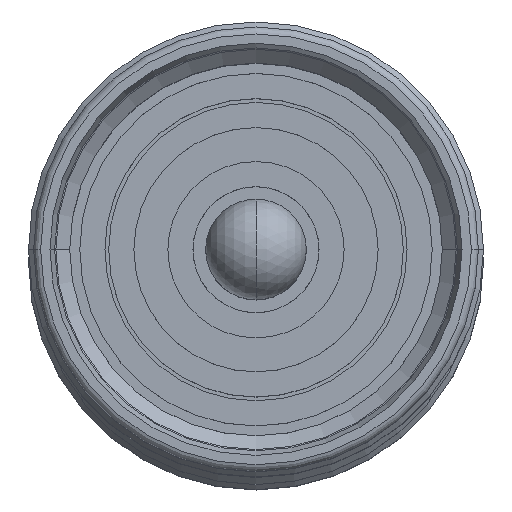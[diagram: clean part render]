
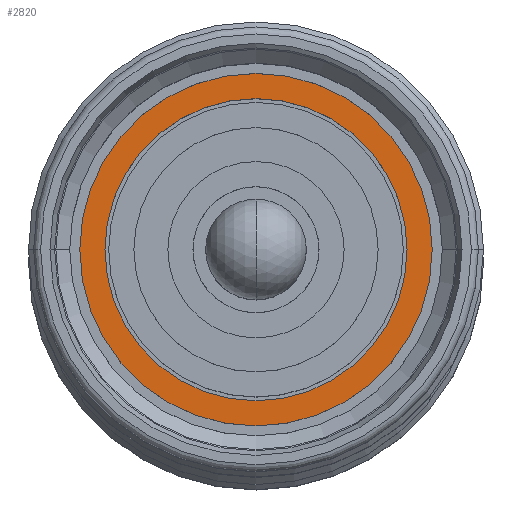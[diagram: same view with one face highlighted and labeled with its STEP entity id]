
A CAD part, top view. The second image highlights one B-rep face of the part: STEP entity #2820.
In plain terms, the highlighted face is planar.
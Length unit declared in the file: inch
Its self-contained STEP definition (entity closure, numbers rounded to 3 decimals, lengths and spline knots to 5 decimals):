
#15 = DIRECTION ( 'NONE',  ( -1., 0., 0. ) ) ;
#97 = DIRECTION ( 'NONE',  ( -1., 0., 0. ) ) ;
#177 = DIRECTION ( 'NONE',  ( 0., 0., 1. ) ) ;
#227 = DIRECTION ( 'NONE',  ( -1., 0., 0. ) ) ;
#274 = CARTESIAN_POINT ( 'NONE',  ( 0.30645, 0., -0.27559 ) ) ;
#294 = DIRECTION ( 'NONE',  ( -1., 0., 0. ) ) ;
#672 = AXIS2_PLACEMENT_3D ( 'NONE', #4332, #15, #1334 ) ;
#695 = VERTEX_POINT ( 'NONE', #1960 ) ;
#729 = PLANE ( 'NONE',  #1533 ) ;
#905 = CIRCLE ( 'NONE', #2714, 0.27559 ) ;
#993 = CARTESIAN_POINT ( 'NONE',  ( 0.30645, 0., 0. ) ) ;
#1006 = CARTESIAN_POINT ( 'NONE',  ( 0.30645, 0., 0. ) ) ;
#1095 = EDGE_CURVE ( 'NONE', #1557, #5427, #1375, .T. ) ;
#1147 = FACE_BOUND ( 'NONE', #1421, .T. ) ;
#1261 = EDGE_CURVE ( 'NONE', #2249, #695, #3114, .T. ) ;
#1334 = DIRECTION ( 'NONE',  ( 0., 0., 1. ) ) ;
#1370 = CIRCLE ( 'NONE', #5331, 0.23622 ) ;
#1375 = CIRCLE ( 'NONE', #3644, 0.23622 ) ;
#1406 = ORIENTED_EDGE ( 'NONE', *, *, #1095, .F. ) ;
#1421 = EDGE_LOOP ( 'NONE', ( #2511, #1406 ) ) ;
#1508 = FACE_OUTER_BOUND ( 'NONE', #3100, .T. ) ;
#1533 = AXIS2_PLACEMENT_3D ( 'NONE', #4190, #227, #1595 ) ;
#1557 = VERTEX_POINT ( 'NONE', #3686 ) ;
#1595 = DIRECTION ( 'NONE',  ( 0., 0., 1. ) ) ;
#1960 = CARTESIAN_POINT ( 'NONE',  ( 0.30645, 0., 0.27559 ) ) ;
#2249 = VERTEX_POINT ( 'NONE', #274 ) ;
#2511 = ORIENTED_EDGE ( 'NONE', *, *, #3343, .F. ) ;
#2658 = DIRECTION ( 'NONE',  ( -1., 0., 0. ) ) ;
#2680 = EDGE_CURVE ( 'NONE', #695, #2249, #905, .T. ) ;
#2714 = AXIS2_PLACEMENT_3D ( 'NONE', #1006, #2658, #5277 ) ;
#2820 = ADVANCED_FACE ( 'NONE', ( #1508, #1147 ), #729, .T. ) ;
#3100 = EDGE_LOOP ( 'NONE', ( #3941, #3239 ) ) ;
#3114 = CIRCLE ( 'NONE', #672, 0.27559 ) ;
#3239 = ORIENTED_EDGE ( 'NONE', *, *, #1261, .T. ) ;
#3343 = EDGE_CURVE ( 'NONE', #5427, #1557, #1370, .T. ) ;
#3644 = AXIS2_PLACEMENT_3D ( 'NONE', #5468, #294, #4955 ) ;
#3686 = CARTESIAN_POINT ( 'NONE',  ( 0.30645, 0., -0.23622 ) ) ;
#3702 = CARTESIAN_POINT ( 'NONE',  ( 0.30645, 0., 0.23622 ) ) ;
#3941 = ORIENTED_EDGE ( 'NONE', *, *, #2680, .T. ) ;
#4190 = CARTESIAN_POINT ( 'NONE',  ( 0.30645, 0., 0. ) ) ;
#4332 = CARTESIAN_POINT ( 'NONE',  ( 0.30645, 0., 0. ) ) ;
#4955 = DIRECTION ( 'NONE',  ( 0., 0., 1. ) ) ;
#5277 = DIRECTION ( 'NONE',  ( 0., 0., 1. ) ) ;
#5331 = AXIS2_PLACEMENT_3D ( 'NONE', #993, #97, #177 ) ;
#5427 = VERTEX_POINT ( 'NONE', #3702 ) ;
#5468 = CARTESIAN_POINT ( 'NONE',  ( 0.30645, 0., 0. ) ) ;
